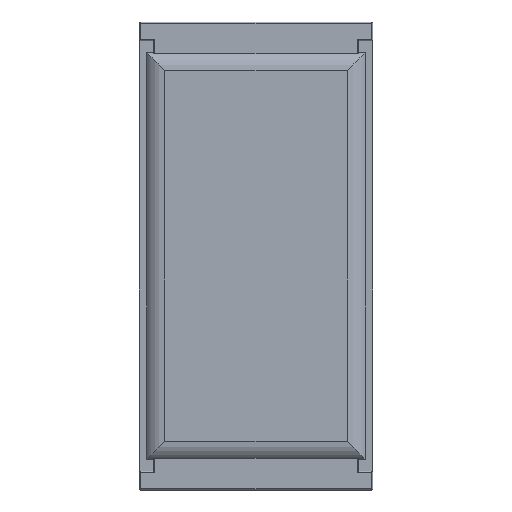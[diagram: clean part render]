
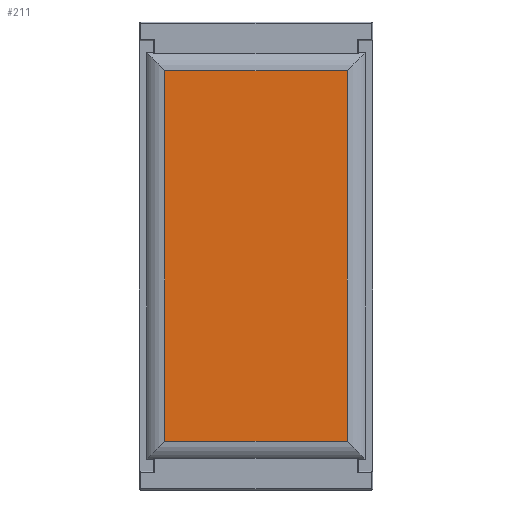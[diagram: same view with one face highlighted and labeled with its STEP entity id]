
A CAD part, top view. The second image highlights one B-rep face of the part: STEP entity #211.
In plain terms, the highlighted planar face has unit normal (0, 0, 1).
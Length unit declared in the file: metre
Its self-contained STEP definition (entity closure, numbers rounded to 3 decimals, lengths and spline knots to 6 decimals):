
#211=ADVANCED_FACE('0:115',(#410),#411,.T.);
#410=FACE_OUTER_BOUND('',#632,.T.);
#411=PLANE('',#633);
#632=EDGE_LOOP('',(#1127,#1128,#1129,#1130));
#633=AXIS2_PLACEMENT_3D('',#1131,#1132,#1133);
#1127=ORIENTED_EDGE('',*,*,#1632,.T.);
#1128=ORIENTED_EDGE('',*,*,#1627,.T.);
#1129=ORIENTED_EDGE('',*,*,#1622,.T.);
#1130=ORIENTED_EDGE('',*,*,#1635,.T.);
#1131=CARTESIAN_POINT('',(0.0,0.0,0.000585));
#1132=DIRECTION('',(0.0,0.0,1.0));
#1133=DIRECTION('',(1.0,0.0,0.0));
#1622=EDGE_CURVE('0:124',#1850,#1851,#1852,.F.);
#1627=EDGE_CURVE('0:136',#1859,#1850,#1860,.F.);
#1632=EDGE_CURVE('0:148',#1867,#1859,#1868,.F.);
#1635=EDGE_CURVE('0:154',#1851,#1867,#1871,.F.);
#1850=VERTEX_POINT('',#2170);
#1851=VERTEX_POINT('',#2171);
#1852=LINE('',#2172,#2173);
#1859=VERTEX_POINT('',#2181);
#1860=LINE('',#2182,#2183);
#1867=VERTEX_POINT('',#2192);
#1868=LINE('',#2193,#2194);
#1871=LINE('',#2197,#2198);
#2170=CARTESIAN_POINT('',(0.001214,0.002464,0.000585));
#2171=CARTESIAN_POINT('',(-0.001214,0.002464,0.000585));
#2172=CARTESIAN_POINT('',(-0.00145,0.002464,0.000585));
#2173=VECTOR('',#2598,1.0);
#2181=CARTESIAN_POINT('',(0.001214,-0.002464,0.000585));
#2182=CARTESIAN_POINT('',(0.001214,0.002464,0.000585));
#2183=VECTOR('',#2606,1.0);
#2192=CARTESIAN_POINT('',(-0.001214,-0.002464,0.000585));
#2193=CARTESIAN_POINT('',(0.00145,-0.002464,0.000585));
#2194=VECTOR('',#2612,1.0);
#2197=CARTESIAN_POINT('',(-0.001214,-0.002464,0.000585));
#2198=VECTOR('',#2616,1.0);
#2598=DIRECTION('',(1.0,0.0,0.0));
#2606=DIRECTION('',(0.0,-1.0,0.0));
#2612=DIRECTION('',(-1.0,0.0,0.0));
#2616=DIRECTION('',(0.0,1.0,0.0));
